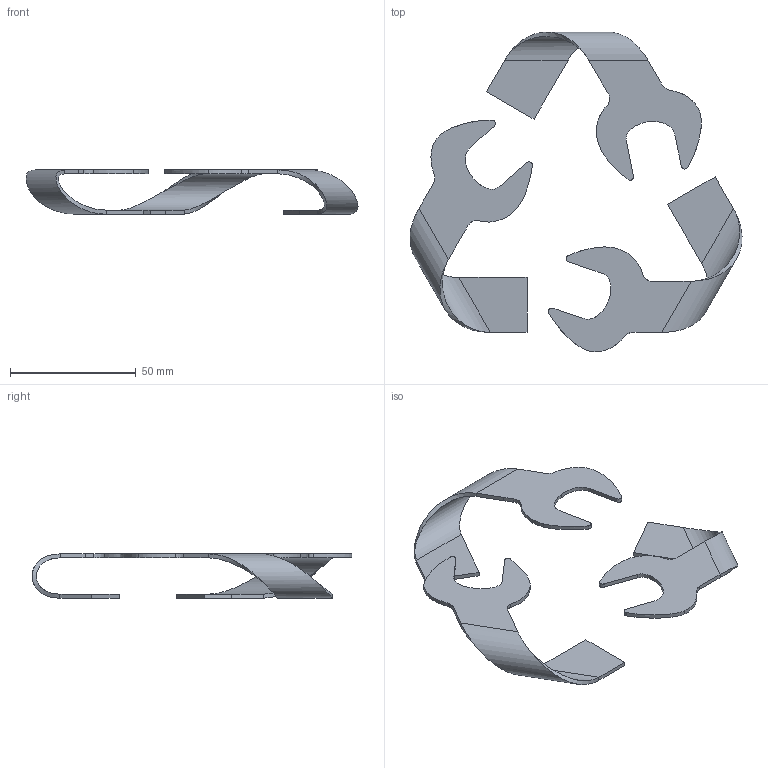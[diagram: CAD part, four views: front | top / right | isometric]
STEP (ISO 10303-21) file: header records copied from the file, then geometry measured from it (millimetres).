
FILE_DESCRIPTION(('FreeCAD Model'),'2;1');
FILE_NAME('Open CASCADE Shape Model','2023-07-15T23:59:45',(''),(''), 'Open CASCADE STEP processor 7.6','FreeCAD','Unknown');
FILE_SCHEMA(('AUTOMOTIVE_DESIGN { 1 0 10303 214 1 1 1 1 }'));
Length unit declared in the file: millimetre
Products named in the file (2): Array; Solid001
Assembly tree (3 placements, depth 2):
  Array
    Solid001  x3
Bounding box: 132.11 x 127.28 x 17.6 mm (x, y, z)
Surface area: 15675.9 mm2 (no closed solid volume)
Topology: 0 solids, 9 shells, 93 faces, 225 edges, 150 vertices
Faces by surface type: plane 39, extrusion 36, bspline 18
Entity records: 1189 total; most frequent: CARTESIAN_POINT 310, ORIENTED_EDGE 150, DIRECTION 85, EDGE_CURVE 75, VECTOR 51, VERTEX_POINT 50, B_SPLINE_CURVE_WITH_KNOTS 48, LINE 39
